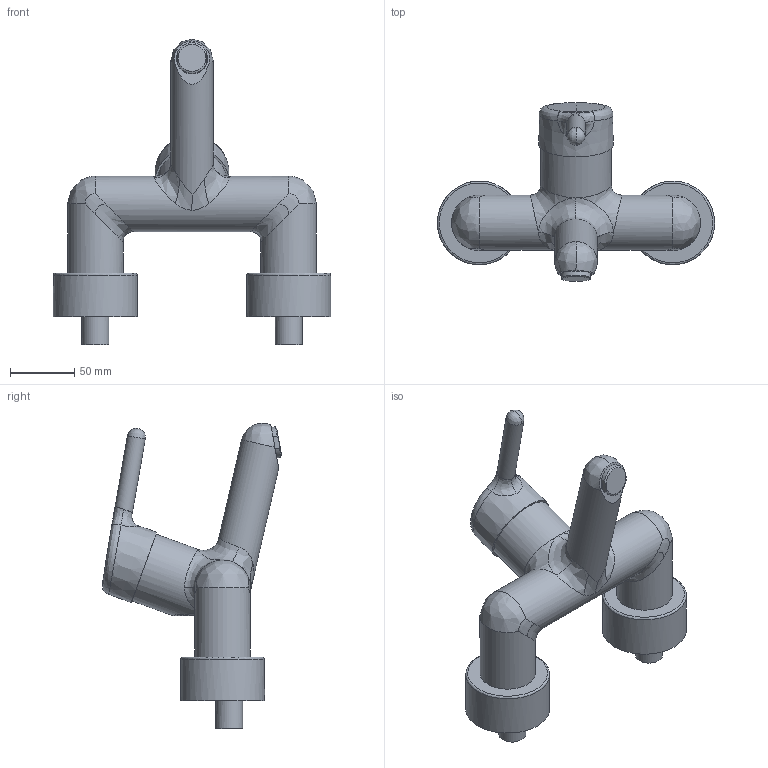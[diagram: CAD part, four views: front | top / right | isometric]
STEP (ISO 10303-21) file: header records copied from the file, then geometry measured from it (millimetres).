
FILE_DESCRIPTION (( 'STEP AP203' ), '1' );
FILE_NAME ('02622103.STEP', '2017-03-09T05:39:18', ( '' ), ( '' ), 'SwSTEP 2.0', 'SolidWorks 2016', '' );
FILE_SCHEMA (( 'CONFIG_CONTROL_DESIGN' ));
Length unit declared in the file: millimetre
Products named in the file (1): 02622103
Bounding box: 215 x 138.96 x 236.94 mm (x, y, z)
Volume: 845358.5 mm3; surface area: 98400.3 mm2
Topology: 1 solids, 1 shells, 99 faces, 244 edges, 149 vertices
Faces by surface type: bspline 47, plane 29, cylinder 19, cone 4
Full cylindrical faces by diameter (mm): 7 x2, 8 x2, 14 x1, 21 x2, 24 x1, 26.44 x2, 33 x1, 43 x3, 50 x2, 55 x1, 65 x2
Entity records: 15689 total; most frequent: CARTESIAN_POINT 13866, ORIENTED_EDGE 396, DIRECTION 231, EDGE_CURVE 198, VERTEX_POINT 137, EDGE_LOOP 135, FACE_OUTER_BOUND 120, B_SPLINE_CURVE_WITH_KNOTS 119
